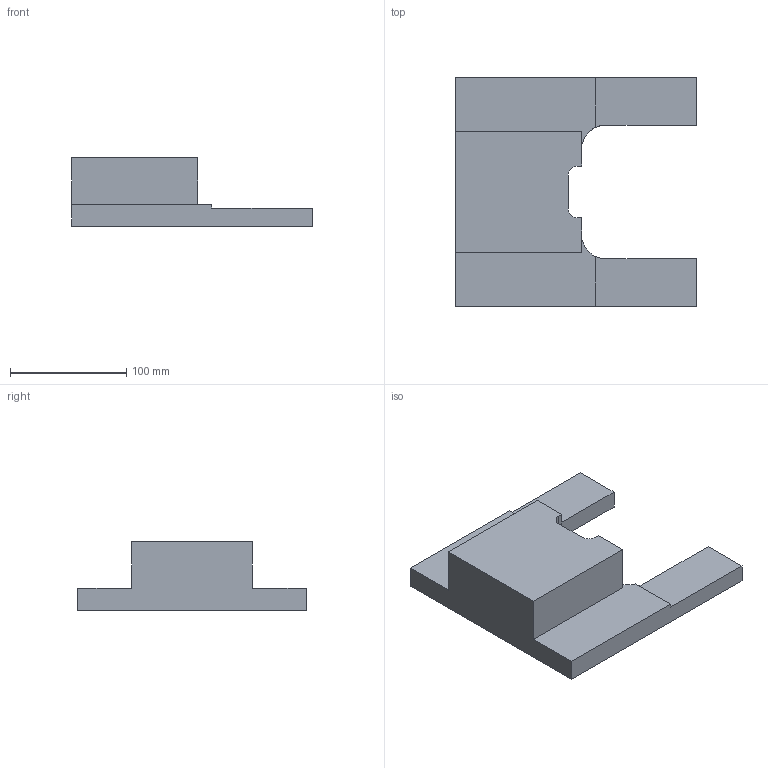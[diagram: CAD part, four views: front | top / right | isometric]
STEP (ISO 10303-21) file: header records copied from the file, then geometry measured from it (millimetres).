
FILE_DESCRIPTION(('produced by SPATIAL CORP'),'2;1');
FILE_NAME( 'design2.hh.sat.stp','2002-04-22T09:58:24+00:00',('SPATIAL CORP'),('SPATIAL CORP'), 'ACIS STEP Husk','http://www.spatial.com','SPATIAL CORP');
FILE_SCHEMA(('CONFIG_CONTROL_DESIGN'));
Length unit declared in the file: millimetre
Products named in the file (1): PRODUCT_ID_1
Bounding box: 207.09 x 196.46 x 59.06 mm (x, y, z)
Volume: 586787 mm3; surface area: 102095.5 mm2
Topology: 1 solids, 1 shells, 32 faces, 90 edges, 60 vertices
Faces by surface type: plane 26, cylinder 6
Entity records: 1113 total; most frequent: CARTESIAN_POINT 182, ORIENTED_EDGE 180, DIRECTION 168, EDGE_CURVE 90, VECTOR 76, LINE 76, VERTEX_POINT 60, AXIS2_PLACEMENT_3D 46
